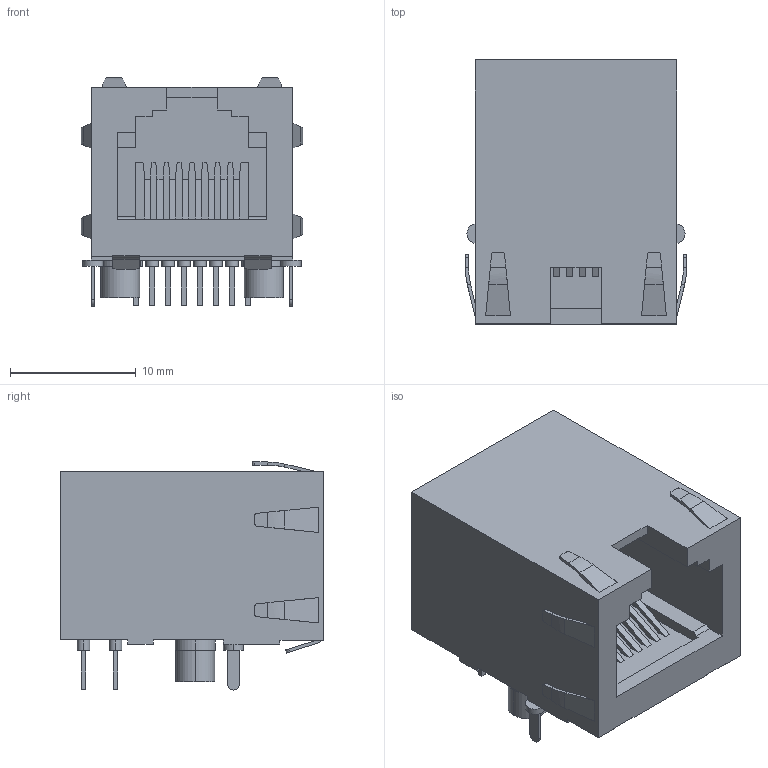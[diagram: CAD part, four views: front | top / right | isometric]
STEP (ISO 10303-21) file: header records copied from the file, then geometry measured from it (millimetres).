
FILE_DESCRIPTION(('SolidDesigner STEP Export'),'2;1');
FILE_NAME('1653087.stp','2014-05-09T 9:40:28',(''),(''),'Creo Elements/Direct Modeling STEP processor for AP214 (Solid Model)','Creo Elements/Direct Modeling 18.1B 29-Sep-2012 (C) Parametric Technology GmbH','');
FILE_SCHEMA(('AUTOMOTIVE_DESIGN { 1 0 10303 214 1 1 1 1 }'));
Length unit declared in the file: millimetre
Products named in the file (1): 1653087
Bounding box: 17.6 x 21 x 18.15 mm (x, y, z)
Volume: 3293.2 mm3; surface area: 2771.2 mm2
Topology: 1 solids, 1 shells, 368 faces, 1006 edges, 644 vertices
Faces by surface type: plane 284, cylinder 72, extrusion 12
Entity records: 11203 total; most frequent: CARTESIAN_POINT 2303, ORIENTED_EDGE 2012, DIRECTION 1583, EDGE_CURVE 1006, VECTOR 799, LINE 787, VERTEX_POINT 644, EDGE_LOOP 404
